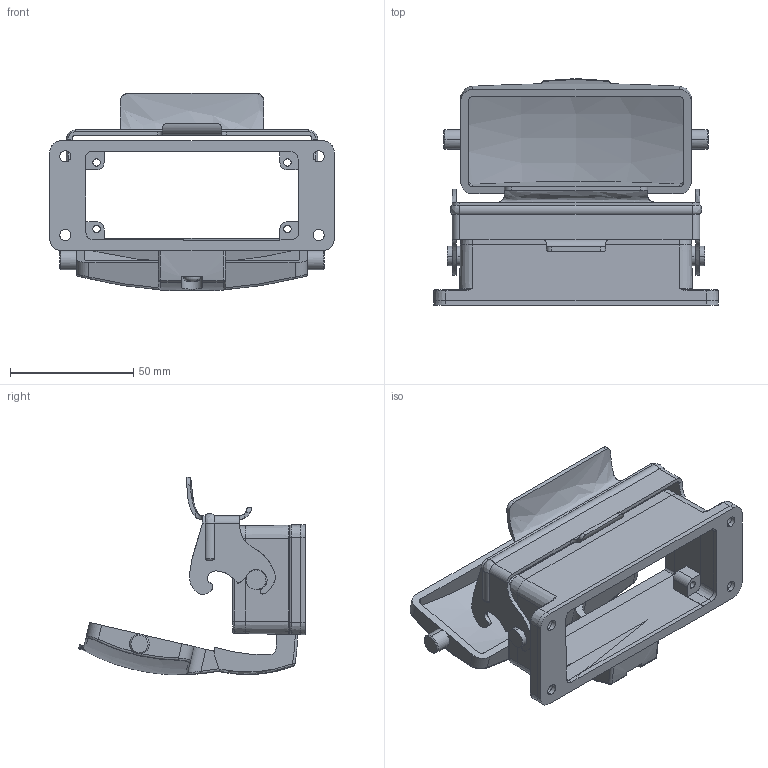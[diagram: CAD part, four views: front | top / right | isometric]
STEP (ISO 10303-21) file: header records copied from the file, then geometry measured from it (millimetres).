
FILE_DESCRIPTION (( 'STEP AP214' ), '1' );
FILE_NAME ('ZP-MC16B-2-SBHC.step', '2015-08-12T18:12:51', ( '' ), ( '' ), 'SwSTEP 2.0', 'SolidWorks 2014', '' );
FILE_SCHEMA (( 'AUTOMOTIVE_DESIGN' ));
Length unit declared in the file: millimetre
Products named in the file (1): ZP-MC16B-2-SBHC
Bounding box: 115.7 x 92.11 x 80.13 mm (x, y, z)
Volume: 72257.6 mm3; surface area: 45638.5 mm2
Topology: 3 solids, 3 shells, 323 faces, 801 edges, 488 vertices
Faces by surface type: plane 126, cylinder 103, bspline 41, cone 31, torus 18, sphere 4
Entity records: 14019 total; most frequent: CARTESIAN_POINT 4314, ORIENTED_EDGE 1594, DIRECTION 1495, EDGE_CURVE 797, AXIS2_PLACEMENT_3D 548, VERTEX_POINT 488, LINE 399, VECTOR 399
